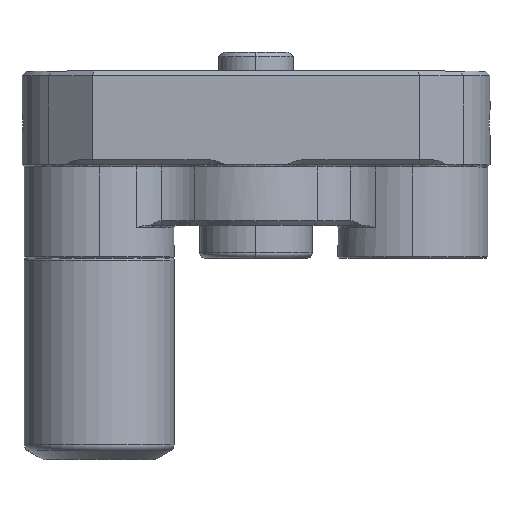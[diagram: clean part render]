
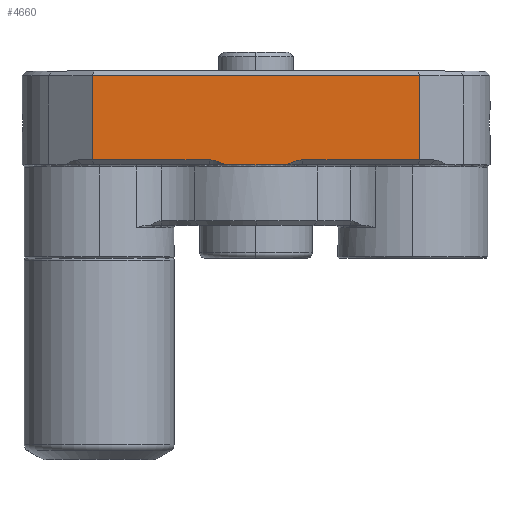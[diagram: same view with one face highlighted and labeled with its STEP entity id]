
A CAD part, top view. The second image highlights one B-rep face of the part: STEP entity #4660.
In plain terms, the highlighted planar face has unit normal (0, 0, 1).
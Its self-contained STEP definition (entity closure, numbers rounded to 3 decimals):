
#210 = LINE ( 'NONE', #10095, #10911 ) ;
#429 = DIRECTION ( 'NONE',  ( -1., 0., 0. ) ) ;
#519 = CARTESIAN_POINT ( 'NONE',  ( 10., -19., 20.5 ) ) ;
#559 = CARTESIAN_POINT ( 'NONE',  ( 35., -20., 20.5 ) ) ;
#758 = CARTESIAN_POINT ( 'NONE',  ( -6.683, -20., 20.5 ) ) ;
#922 = VERTEX_POINT ( 'NONE', #8236 ) ;
#967 = DIRECTION ( 'NONE',  ( -1., 0., 0. ) ) ;
#996 = CARTESIAN_POINT ( 'NONE',  ( 8.842, -19.124, 20.5 ) ) ;
#1064 = CARTESIAN_POINT ( 'NONE',  ( -8.553, -19.199, 20.5 ) ) ;
#1107 = CARTESIAN_POINT ( 'NONE',  ( 6.683, -20., 20.5 ) ) ;
#1154 = DIRECTION ( 'NONE',  ( 0., 0., -1. ) ) ;
#1606 = ORIENTED_EDGE ( 'NONE', *, *, #6173, .T. ) ;
#1638 = ORIENTED_EDGE ( 'NONE', *, *, #10258, .F. ) ;
#2012 = CARTESIAN_POINT ( 'NONE',  ( -6.938, -19.859, 20.5 ) ) ;
#2327 = CARTESIAN_POINT ( 'NONE',  ( -9.707, -19., 20.5 ) ) ;
#2366 = EDGE_LOOP ( 'NONE', ( #1606, #12540, #4202, #11992, #3049, #1638, #4131, #13347, #9752 ) ) ;
#2367 = VERTEX_POINT ( 'NONE', #3035 ) ;
#2435 = DIRECTION ( 'NONE',  ( -1., 0., 0. ) ) ;
#2518 = DIRECTION ( 'NONE',  ( 0., 1., 0. ) ) ;
#2754 = CARTESIAN_POINT ( 'NONE',  ( 35., -1., 20.5 ) ) ;
#2946 = CARTESIAN_POINT ( 'NONE',  ( 35., -1., 20.5 ) ) ;
#3035 = CARTESIAN_POINT ( 'NONE',  ( -10., -19., 20.5 ) ) ;
#3049 = ORIENTED_EDGE ( 'NONE', *, *, #13245, .T. ) ;
#3195 = LINE ( 'NONE', #2754, #6295 ) ;
#3374 = CARTESIAN_POINT ( 'NONE',  ( 35., -19., 20.5 ) ) ;
#3810 = PLANE ( 'NONE',  #4220 ) ;
#3864 = DIRECTION ( 'NONE',  ( 0., 1., 0. ) ) ;
#3875 = CARTESIAN_POINT ( 'NONE',  ( 10., -19., 20.5 ) ) ;
#4131 = ORIENTED_EDGE ( 'NONE', *, *, #11796, .F. ) ;
#4171 = CARTESIAN_POINT ( 'NONE',  ( 9.419, -19.026, 20.5 ) ) ;
#4187 = CARTESIAN_POINT ( 'NONE',  ( -8.835, -19.126, 20.5 ) ) ;
#4202 = ORIENTED_EDGE ( 'NONE', *, *, #8412, .F. ) ;
#4220 = AXIS2_PLACEMENT_3D ( 'NONE', #4475, #1154, #12925 ) ;
#4475 = CARTESIAN_POINT ( 'NONE',  ( 35., -33., 20.5 ) ) ;
#4660 = ADVANCED_FACE ( 'NONE', ( #10184 ), #3810, .F. ) ;
#4996 = EDGE_CURVE ( 'NONE', #9382, #7251, #11136, .T. ) ;
#5140 = CARTESIAN_POINT ( 'NONE',  ( -7.2, -19.726, 20.5 ) ) ;
#5391 = LINE ( 'NONE', #559, #10881 ) ;
#5536 = EDGE_CURVE ( 'NONE', #11886, #11048, #3195, .T. ) ;
#5965 = CARTESIAN_POINT ( 'NONE',  ( 7.722, -19.469, 20.5 ) ) ;
#6173 = EDGE_CURVE ( 'NONE', #922, #11886, #10130, .T. ) ;
#6295 = VECTOR ( 'NONE', #2435, 1000. ) ;
#6688 = CARTESIAN_POINT ( 'NONE',  ( 35., -33., 20.5 ) ) ;
#6762 = CARTESIAN_POINT ( 'NONE',  ( 7.195, -19.717, 20.5 ) ) ;
#6970 = DIRECTION ( 'NONE',  ( -1., 0., 0. ) ) ;
#6992 = VECTOR ( 'NONE', #10772, 1000. ) ;
#7251 = VERTEX_POINT ( 'NONE', #1107 ) ;
#7313 = CARTESIAN_POINT ( 'NONE',  ( -9.415, -19.026, 20.5 ) ) ;
#7458 = CARTESIAN_POINT ( 'NONE',  ( -35., -1., 20.5 ) ) ;
#7599 = B_SPLINE_CURVE_WITH_KNOTS ( 'NONE', 3,
 ( #12483, #2327, #7313, #4187, #1064, #11366, #8273, #5140, #2012, #12297 ),
 .UNSPECIFIED., .F., .F.,
 ( 4, 2, 2, 2, 4 ),
 ( 0.003, 0.004, 0.005, 0.005, 0.006 ),
 .UNSPECIFIED. ) ;
#8236 = CARTESIAN_POINT ( 'NONE',  ( 35., -19., 20.5 ) ) ;
#8273 = CARTESIAN_POINT ( 'NONE',  ( -7.731, -19.486, 20.5 ) ) ;
#8412 = EDGE_CURVE ( 'NONE', #9262, #11048, #210, .T. ) ;
#8604 = CARTESIAN_POINT ( 'NONE',  ( 8.555, -19.198, 20.5 ) ) ;
#9144 = VECTOR ( 'NONE', #429, 1000. ) ;
#9262 = VERTEX_POINT ( 'NONE', #13300 ) ;
#9311 = EDGE_CURVE ( 'NONE', #2367, #9262, #13150, .T. ) ;
#9382 = VERTEX_POINT ( 'NONE', #3875 ) ;
#9726 = LINE ( 'NONE', #9827, #6992 ) ;
#9752 = ORIENTED_EDGE ( 'NONE', *, *, #12759, .T. ) ;
#9827 = CARTESIAN_POINT ( 'NONE',  ( 35., -19., 20.5 ) ) ;
#10095 = CARTESIAN_POINT ( 'NONE',  ( -35., -33., 20.5 ) ) ;
#10130 = LINE ( 'NONE', #6688, #10445 ) ;
#10184 = FACE_OUTER_BOUND ( 'NONE', #2366, .T. ) ;
#10258 = EDGE_CURVE ( 'NONE', #12414, #11195, #11841, .T. ) ;
#10394 = VECTOR ( 'NONE', #967, 1000. ) ;
#10445 = VECTOR ( 'NONE', #2518, 1000. ) ;
#10578 = CARTESIAN_POINT ( 'NONE',  ( 0., -20., 20.5 ) ) ;
#10772 = DIRECTION ( 'NONE',  ( 1., 0., 0. ) ) ;
#10881 = VECTOR ( 'NONE', #6970, 1000. ) ;
#10911 = VECTOR ( 'NONE', #3864, 1000. ) ;
#11048 = VERTEX_POINT ( 'NONE', #7458 ) ;
#11115 = CARTESIAN_POINT ( 'NONE',  ( 9.709, -19., 20.5 ) ) ;
#11136 = B_SPLINE_CURVE_WITH_KNOTS ( 'NONE', 3,
 ( #519, #11115, #4171, #996, #8604, #5965, #6762, #12093 ),
 .UNSPECIFIED., .F., .F.,
 ( 4, 2, 2, 4 ),
 ( 0.008, 0.009, 0.01, 0.011 ),
 .UNSPECIFIED. ) ;
#11195 = VERTEX_POINT ( 'NONE', #758 ) ;
#11366 = CARTESIAN_POINT ( 'NONE',  ( -8.001, -19.378, 20.5 ) ) ;
#11796 = EDGE_CURVE ( 'NONE', #7251, #12414, #5391, .T. ) ;
#11841 = LINE ( 'NONE', #11848, #9144 ) ;
#11848 = CARTESIAN_POINT ( 'NONE',  ( 35., -20., 20.5 ) ) ;
#11886 = VERTEX_POINT ( 'NONE', #2946 ) ;
#11992 = ORIENTED_EDGE ( 'NONE', *, *, #9311, .F. ) ;
#12093 = CARTESIAN_POINT ( 'NONE',  ( 6.683, -20., 20.5 ) ) ;
#12297 = CARTESIAN_POINT ( 'NONE',  ( -6.683, -20., 20.5 ) ) ;
#12414 = VERTEX_POINT ( 'NONE', #10578 ) ;
#12483 = CARTESIAN_POINT ( 'NONE',  ( -10., -19., 20.5 ) ) ;
#12540 = ORIENTED_EDGE ( 'NONE', *, *, #5536, .T. ) ;
#12759 = EDGE_CURVE ( 'NONE', #9382, #922, #9726, .T. ) ;
#12925 = DIRECTION ( 'NONE',  ( -1., 0., 0. ) ) ;
#13150 = LINE ( 'NONE', #3374, #10394 ) ;
#13245 = EDGE_CURVE ( 'NONE', #2367, #11195, #7599, .T. ) ;
#13300 = CARTESIAN_POINT ( 'NONE',  ( -35., -19., 20.5 ) ) ;
#13347 = ORIENTED_EDGE ( 'NONE', *, *, #4996, .F. ) ;
